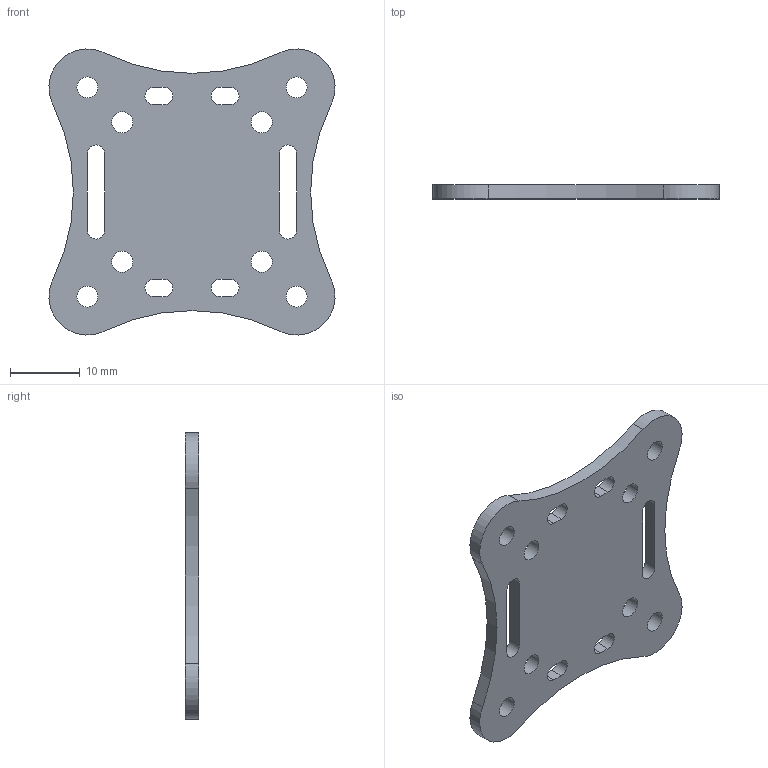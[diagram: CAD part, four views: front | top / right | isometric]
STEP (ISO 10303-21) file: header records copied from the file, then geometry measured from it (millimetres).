
FILE_DESCRIPTION(/* description */ (''),/* implementation_level */ '2;1');
FILE_NAME(/* name */ 'base.step',/* time_stamp */ '2018-08-08T09:13:10+02:00',/* author */ ('account-autodeskZK8T7'),/* organization */ (''),/* preprocessor_version */ 'ST-DEVELOPER v17',/* originating_system */ 'Autodesk Translation Framework v7.1.0.215',/* authorisation */ '');
FILE_SCHEMA (('AUTOMOTIVE_DESIGN { 1 0 10303 214 3 1 1 }'));
Length unit declared in the file: millimetre
Products named in the file (1): base
Bounding box: 40.99 x 2 x 40.99 mm (x, y, z)
Volume: 2479.4 mm3; surface area: 3154.2 mm2
Topology: 1 solids, 1 shells, 42 faces, 136 edges, 96 vertices
Faces by surface type: cylinder 28, plane 14
Full cylindrical faces by diameter (mm): 3 x8
Entity records: 1656 total; most frequent: DIRECTION 294, CARTESIAN_POINT 275, ORIENTED_EDGE 272, EDGE_CURVE 136, AXIS2_PLACEMENT_3D 115, VERTEX_POINT 96, CIRCLE 72, EDGE_LOOP 70
